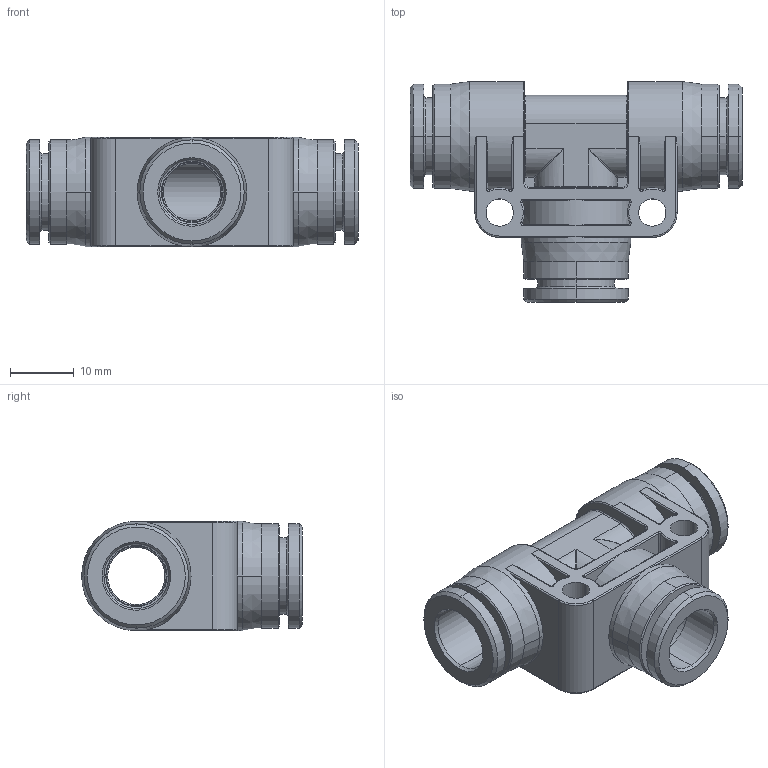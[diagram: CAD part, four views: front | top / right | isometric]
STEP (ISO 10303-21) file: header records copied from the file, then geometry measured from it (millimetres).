
FILE_DESCRIPTION((''),'2;1');
FILE_NAME('347515B_954P-10','2011-11-03T',('avs326'),(''),'PRO/ENGINEER BY PARAMETRIC TECHNOLOGY CORPORATION, 2010430','PRO/ENGINEER BY PARAMETRIC TECHNOLOGY CORPORATION, 2010430','');
FILE_SCHEMA(('CONFIG_CONTROL_DESIGN'));
Length unit declared in the file: millimetre
Products named in the file (1): 347515B_954P-10
Bounding box: 52.2 x 34.7 x 17.2 mm (x, y, z)
Volume: 10329.6 mm3; surface area: 8320 mm2
Topology: 1 solids, 1 shells, 276 faces, 666 edges, 402 vertices
Faces by surface type: cylinder 131, torus 64, plane 53, cone 24, bspline 4
Entity records: 9075 total; most frequent: CARTESIAN_POINT 2449, DIRECTION 1499, ORIENTED_EDGE 1332, EDGE_CURVE 666, AXIS2_PLACEMENT_3D 620, VERTEX_POINT 402, CIRCLE 348, EDGE_LOOP 294
